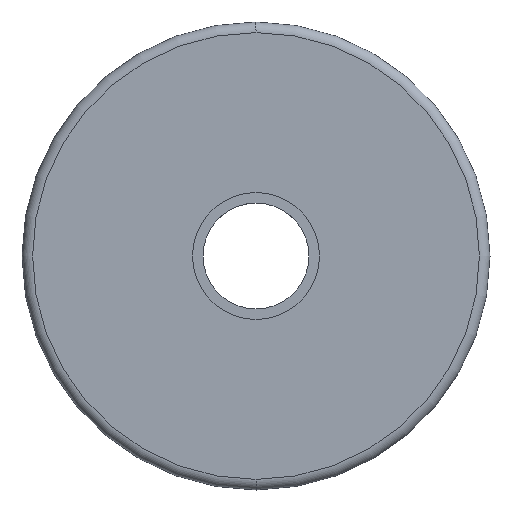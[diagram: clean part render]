
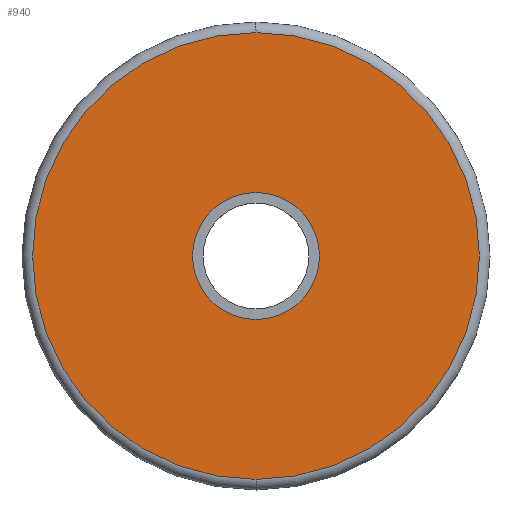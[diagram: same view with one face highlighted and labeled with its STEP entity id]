
A CAD part, left-side view. The second image highlights one B-rep face of the part: STEP entity #940.
In plain terms, the highlighted planar face has unit normal (-1, 0, 0).
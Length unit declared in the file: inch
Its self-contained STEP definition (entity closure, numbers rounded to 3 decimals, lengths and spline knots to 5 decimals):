
#28 = DIRECTION ( 'NONE',  ( -1., 0., 0. ) ) ;
#51 = CIRCLE ( 'NONE', #537, 0.15 ) ;
#85 = CARTESIAN_POINT ( 'NONE',  ( -0.5725, 0., 0.15 ) ) ;
#90 = FACE_OUTER_BOUND ( 'NONE', #909, .T. ) ;
#119 = CIRCLE ( 'NONE', #304, 0.52772 ) ;
#120 = DIRECTION ( 'NONE',  ( 0., 0., 1. ) ) ;
#135 = VERTEX_POINT ( 'NONE', #187 ) ;
#187 = CARTESIAN_POINT ( 'NONE',  ( -0.5725, 0., 0.52772 ) ) ;
#228 = ORIENTED_EDGE ( 'NONE', *, *, #546, .T. ) ;
#245 = CARTESIAN_POINT ( 'NONE',  ( -0.5725, 0., 0. ) ) ;
#260 = CARTESIAN_POINT ( 'NONE',  ( -0.5725, 0., 0. ) ) ;
#303 = DIRECTION ( 'NONE',  ( -1., 0., 0. ) ) ;
#304 = AXIS2_PLACEMENT_3D ( 'NONE', #260, #786, #339 ) ;
#316 = ORIENTED_EDGE ( 'NONE', *, *, #459, .F. ) ;
#317 = DIRECTION ( 'NONE',  ( 0., 0., -1. ) ) ;
#328 = CIRCLE ( 'NONE', #961, 0.52772 ) ;
#339 = DIRECTION ( 'NONE',  ( 0., 0., -1. ) ) ;
#350 = AXIS2_PLACEMENT_3D ( 'NONE', #752, #303, #755 ) ;
#396 = EDGE_CURVE ( 'NONE', #453, #510, #656, .T. ) ;
#403 = DIRECTION ( 'NONE',  ( 1., 0., 0. ) ) ;
#406 = CARTESIAN_POINT ( 'NONE',  ( -0.5725, 0., 0. ) ) ;
#424 = VERTEX_POINT ( 'NONE', #669 ) ;
#453 = VERTEX_POINT ( 'NONE', #959 ) ;
#458 = FACE_BOUND ( 'NONE', #969, .T. ) ;
#459 = EDGE_CURVE ( 'NONE', #510, #453, #51, .T. ) ;
#506 = AXIS2_PLACEMENT_3D ( 'NONE', #945, #403, #557 ) ;
#510 = VERTEX_POINT ( 'NONE', #85 ) ;
#537 = AXIS2_PLACEMENT_3D ( 'NONE', #406, #28, #120 ) ;
#546 = EDGE_CURVE ( 'NONE', #424, #135, #328, .T. ) ;
#557 = DIRECTION ( 'NONE',  ( 0., 0., -1. ) ) ;
#656 = CIRCLE ( 'NONE', #350, 0.15 ) ;
#669 = CARTESIAN_POINT ( 'NONE',  ( -0.5725, 0., -0.52772 ) ) ;
#752 = CARTESIAN_POINT ( 'NONE',  ( -0.5725, 0., 0. ) ) ;
#755 = DIRECTION ( 'NONE',  ( 0., 0., 1. ) ) ;
#765 = DIRECTION ( 'NONE',  ( -1., 0., 0. ) ) ;
#786 = DIRECTION ( 'NONE',  ( -1., 0., 0. ) ) ;
#851 = ORIENTED_EDGE ( 'NONE', *, *, #926, .T. ) ;
#867 = PLANE ( 'NONE',  #506 ) ;
#898 = ORIENTED_EDGE ( 'NONE', *, *, #396, .F. ) ;
#909 = EDGE_LOOP ( 'NONE', ( #228, #851 ) ) ;
#926 = EDGE_CURVE ( 'NONE', #135, #424, #119, .T. ) ;
#940 = ADVANCED_FACE ( 'NONE', ( #90, #458 ), #867, .F. ) ;
#945 = CARTESIAN_POINT ( 'NONE',  ( -0.5725, 0., 0. ) ) ;
#959 = CARTESIAN_POINT ( 'NONE',  ( -0.5725, 0., -0.15 ) ) ;
#961 = AXIS2_PLACEMENT_3D ( 'NONE', #245, #765, #317 ) ;
#969 = EDGE_LOOP ( 'NONE', ( #316, #898 ) ) ;
